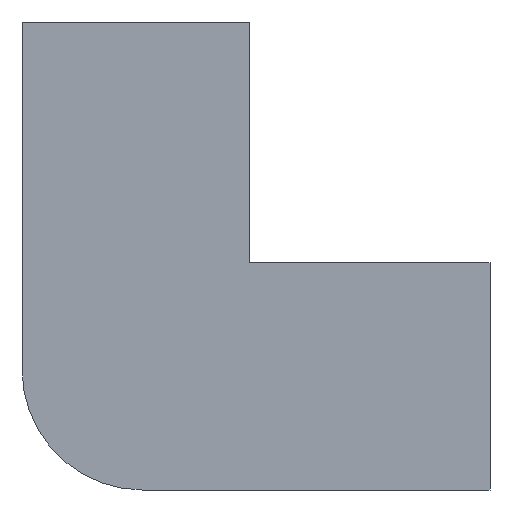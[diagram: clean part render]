
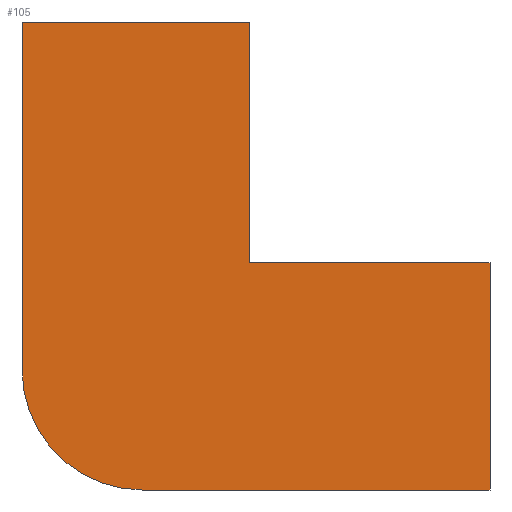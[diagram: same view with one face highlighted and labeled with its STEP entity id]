
A CAD part, left-side view. The second image highlights one B-rep face of the part: STEP entity #105.
In plain terms, the highlighted planar face has unit normal (-1, 0, 0).
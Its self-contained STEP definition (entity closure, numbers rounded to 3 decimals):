
#8 = CARTESIAN_POINT ( 'NONE',  ( -10.2, 9.45, -19.45 ) ) ;
#12 = CARTESIAN_POINT ( 'NONE',  ( -10.2, -19.45, -0.55 ) ) ;
#18 = AXIS2_PLACEMENT_3D ( 'NONE', #274, #19, #310 ) ;
#19 = DIRECTION ( 'NONE',  ( 1., 0., 0. ) ) ;
#28 = DIRECTION ( 'NONE',  ( 0., 0., 1. ) ) ;
#44 = VECTOR ( 'NONE', #222, 1000. ) ;
#47 = VERTEX_POINT ( 'NONE', #332 ) ;
#49 = CARTESIAN_POINT ( 'NONE',  ( -10.2, -19.45, -0.55 ) ) ;
#54 = ORIENTED_EDGE ( 'NONE', *, *, #290, .F. ) ;
#68 = VECTOR ( 'NONE', #193, 1000. ) ;
#78 = VECTOR ( 'NONE', #311, 1000. ) ;
#83 = VERTEX_POINT ( 'NONE', #49 ) ;
#88 = LINE ( 'NONE', #425, #68 ) ;
#103 = CARTESIAN_POINT ( 'NONE',  ( -10.2, -19.45, -0.55 ) ) ;
#105 = ADVANCED_FACE ( 'NONE', ( #174 ), #136, .F. ) ;
#116 = CARTESIAN_POINT ( 'NONE',  ( -10.2, 19.45, 19.45 ) ) ;
#123 = VECTOR ( 'NONE', #478, 1000. ) ;
#128 = ORIENTED_EDGE ( 'NONE', *, *, #404, .F. ) ;
#129 = LINE ( 'NONE', #12, #44 ) ;
#132 = ORIENTED_EDGE ( 'NONE', *, *, #226, .F. ) ;
#136 = PLANE ( 'NONE',  #361 ) ;
#141 = LINE ( 'NONE', #151, #78 ) ;
#146 = EDGE_CURVE ( 'NONE', #480, #83, #129, .T. ) ;
#151 = CARTESIAN_POINT ( 'NONE',  ( -10.2, 0.55, 19.45 ) ) ;
#154 = ORIENTED_EDGE ( 'NONE', *, *, #219, .F. ) ;
#165 = CIRCLE ( 'NONE', #18, 10. ) ;
#174 = FACE_OUTER_BOUND ( 'NONE', #446, .T. ) ;
#176 = VERTEX_POINT ( 'NONE', #188 ) ;
#181 = VERTEX_POINT ( 'NONE', #228 ) ;
#188 = CARTESIAN_POINT ( 'NONE',  ( -10.2, -19.45, -19.45 ) ) ;
#192 = CARTESIAN_POINT ( 'NONE',  ( -10.2, 0.55, -0.55 ) ) ;
#193 = DIRECTION ( 'NONE',  ( 0., 1., 0. ) ) ;
#213 = VECTOR ( 'NONE', #507, 1000. ) ;
#219 = EDGE_CURVE ( 'NONE', #353, #181, #165, .T. ) ;
#220 = DIRECTION ( 'NONE',  ( 1., 0., 0. ) ) ;
#222 = DIRECTION ( 'NONE',  ( 0., -1., 0. ) ) ;
#226 = EDGE_CURVE ( 'NONE', #176, #353, #88, .T. ) ;
#228 = CARTESIAN_POINT ( 'NONE',  ( -10.2, 19.45, -9.45 ) ) ;
#231 = LINE ( 'NONE', #116, #123 ) ;
#240 = CARTESIAN_POINT ( 'NONE',  ( -10.2, 19.45, 19.45 ) ) ;
#244 = ORIENTED_EDGE ( 'NONE', *, *, #146, .F. ) ;
#274 = CARTESIAN_POINT ( 'NONE',  ( -10.2, 9.45, -9.45 ) ) ;
#282 = VERTEX_POINT ( 'NONE', #392 ) ;
#290 = EDGE_CURVE ( 'NONE', #47, #282, #231, .T. ) ;
#299 = EDGE_CURVE ( 'NONE', #181, #47, #481, .T. ) ;
#310 = DIRECTION ( 'NONE',  ( 0., 0., -1. ) ) ;
#311 = DIRECTION ( 'NONE',  ( 0., 0., -1. ) ) ;
#324 = LINE ( 'NONE', #103, #213 ) ;
#332 = CARTESIAN_POINT ( 'NONE',  ( -10.2, 19.45, 19.45 ) ) ;
#353 = VERTEX_POINT ( 'NONE', #8 ) ;
#361 = AXIS2_PLACEMENT_3D ( 'NONE', #415, #220, #504 ) ;
#392 = CARTESIAN_POINT ( 'NONE',  ( -10.2, 0.55, 19.45 ) ) ;
#393 = ORIENTED_EDGE ( 'NONE', *, *, #483, .F. ) ;
#404 = EDGE_CURVE ( 'NONE', #83, #176, #324, .T. ) ;
#408 = ORIENTED_EDGE ( 'NONE', *, *, #299, .F. ) ;
#415 = CARTESIAN_POINT ( 'NONE',  ( -10.2, 9.45, -9.45 ) ) ;
#425 = CARTESIAN_POINT ( 'NONE',  ( -10.2, 9.45, -19.45 ) ) ;
#428 = VECTOR ( 'NONE', #28, 1000. ) ;
#446 = EDGE_LOOP ( 'NONE', ( #128, #244, #393, #54, #408, #154, #132 ) ) ;
#478 = DIRECTION ( 'NONE',  ( 0., -1., 0. ) ) ;
#480 = VERTEX_POINT ( 'NONE', #192 ) ;
#481 = LINE ( 'NONE', #240, #428 ) ;
#483 = EDGE_CURVE ( 'NONE', #282, #480, #141, .T. ) ;
#504 = DIRECTION ( 'NONE',  ( 0., 0., -1. ) ) ;
#507 = DIRECTION ( 'NONE',  ( 0., 0., -1. ) ) ;
